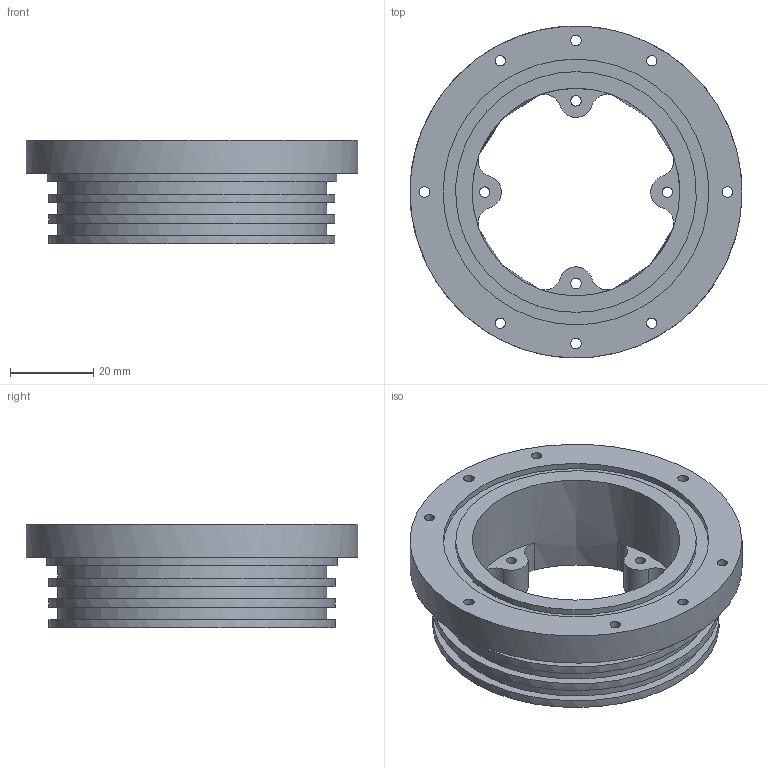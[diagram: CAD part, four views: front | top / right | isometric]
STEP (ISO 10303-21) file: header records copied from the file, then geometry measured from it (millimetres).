
FILE_DESCRIPTION(('FreeCAD Model'),'2;1');
FILE_NAME('Open CASCADE Shape Model','2025-03-10T03:49:43',('Author'),( ''),'Open CASCADE STEP processor 7.8','FreeCAD','Unknown');
FILE_SCHEMA(('AUTOMOTIVE_DESIGN { 1 0 10303 214 1 1 1 1 }'));
Length unit declared in the file: millimetre
Products named in the file (1): UWSC_BODY_CAP_2_1
Bounding box: 79.99 x 79.98 x 25 mm (x, y, z)
Volume: 51807.8 mm3; surface area: 20018.7 mm2
Topology: 1 solids, 1 shells, 54 faces, 168 edges, 124 vertices
Faces by surface type: bspline 54
Entity records: 2393 total; most frequent: CARTESIAN_POINT 1441, ORIENTED_EDGE 336, EDGE_CURVE 168, VERTEX_POINT 124, FACE_BOUND 88, EDGE_LOOP 88, ADVANCED_FACE 54, B_SPLINE_CURVE_WITH_KNOTS 48
